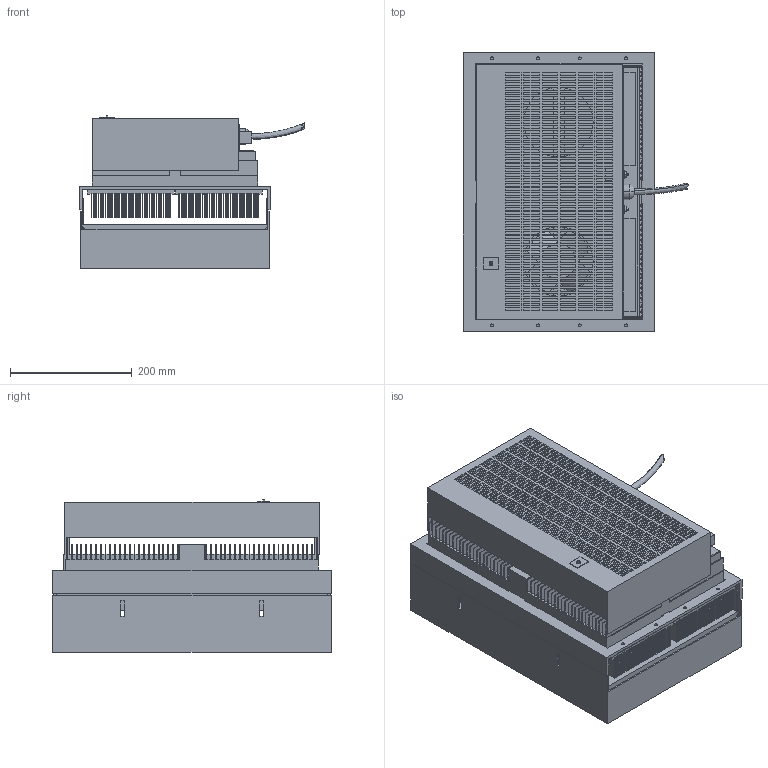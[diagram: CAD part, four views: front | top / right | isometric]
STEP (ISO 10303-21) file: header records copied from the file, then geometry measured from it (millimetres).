
FILE_DESCRIPTION (( 'STEP AP203' ), '1' );
FILE_NAME ('AHP-1801.STEP', '2016-05-11T12:10:28', ( '' ), ( '' ), 'SwSTEP 2.0', 'SolidWorks 2016', '' );
FILE_SCHEMA (( 'CONFIG_CONTROL_DESIGN' ));
Products named in the file (1): AHP-1801
Bounding box: 369.83 x 457.2 x 250.19 mm (x, y, z)
Volume: 9184259.3 mm3; surface area: 5522600.8 mm2
Topology: 80 solids, 81 shells, 4656 faces, 13193 edges, 8714 vertices
Faces by surface type: plane 4528, cylinder 124, bspline 2, torus 2
Entity records: 151632 total; most frequent: CARTESIAN_POINT 28138, ORIENTED_EDGE 26386, DIRECTION 22605, EDGE_CURVE 13193, LINE 12883, VECTOR 12883, VERTEX_POINT 8714, EDGE_LOOP 6053
